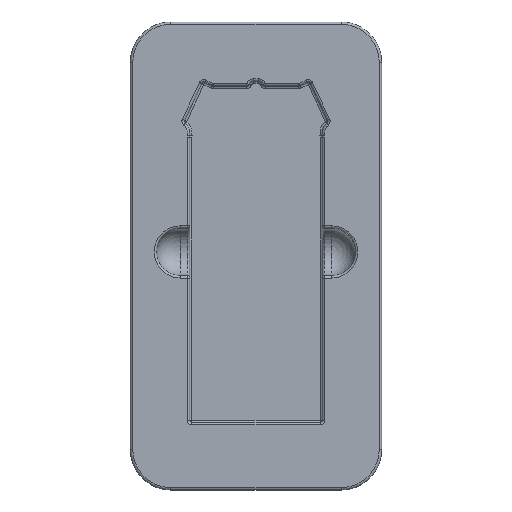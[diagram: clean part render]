
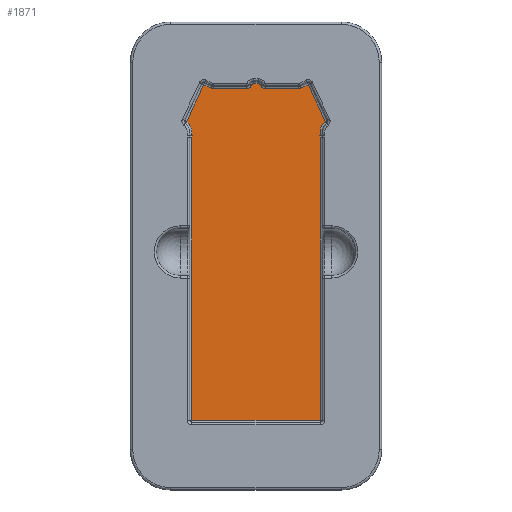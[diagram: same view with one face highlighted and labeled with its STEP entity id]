
A CAD part, top view. The second image highlights one B-rep face of the part: STEP entity #1871.
In plain terms, the highlighted planar face has unit normal (0, 0, 1).
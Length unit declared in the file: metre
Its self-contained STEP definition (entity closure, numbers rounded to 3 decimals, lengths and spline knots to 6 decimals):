
#78=B_SPLINE_CURVE_WITH_KNOTS('',3,(#3325,#3326,#3327,#3328,#3329,#3330),
 .UNSPECIFIED.,.F.,.F.,(4,1,1,4),(0.,0.001698,0.003396,
0.006792),.UNSPECIFIED.);
#79=B_SPLINE_CURVE_WITH_KNOTS('',3,(#3332,#3333,#3334,#3335),
 .UNSPECIFIED.,.F.,.F.,(4,4),(0.,0.000804),.UNSPECIFIED.);
#80=B_SPLINE_CURVE_WITH_KNOTS('',3,(#3343,#3344,#3345,#3346),
 .UNSPECIFIED.,.F.,.F.,(4,4),(0.,0.000804),.UNSPECIFIED.);
#81=B_SPLINE_CURVE_WITH_KNOTS('',3,(#3348,#3349,#3350,#3351,#3352,#3353),
 .UNSPECIFIED.,.F.,.F.,(4,1,1,4),(0.,0.003384,0.005077,
0.006769),.UNSPECIFIED.);
#98=PLANE('',#2053);
#143=CIRCLE('',#2054,0.002);
#144=CIRCLE('',#2055,0.001);
#145=CIRCLE('',#2056,0.001);
#146=CIRCLE('',#2057,0.002);
#147=CIRCLE('',#2058,0.002);
#148=CIRCLE('',#2059,0.002);
#423=ORIENTED_EDGE('',*,*,#977,.F.);
#424=ORIENTED_EDGE('',*,*,#978,.T.);
#425=ORIENTED_EDGE('',*,*,#979,.T.);
#426=ORIENTED_EDGE('',*,*,#980,.T.);
#427=ORIENTED_EDGE('',*,*,#981,.F.);
#428=ORIENTED_EDGE('',*,*,#982,.T.);
#429=ORIENTED_EDGE('',*,*,#983,.F.);
#430=ORIENTED_EDGE('',*,*,#984,.T.);
#431=ORIENTED_EDGE('',*,*,#985,.T.);
#432=ORIENTED_EDGE('',*,*,#986,.T.);
#433=ORIENTED_EDGE('',*,*,#987,.T.);
#434=ORIENTED_EDGE('',*,*,#988,.T.);
#435=ORIENTED_EDGE('',*,*,#989,.T.);
#436=ORIENTED_EDGE('',*,*,#990,.T.);
#437=ORIENTED_EDGE('',*,*,#991,.T.);
#438=ORIENTED_EDGE('',*,*,#992,.T.);
#439=ORIENTED_EDGE('',*,*,#993,.T.);
#440=ORIENTED_EDGE('',*,*,#994,.T.);
#441=ORIENTED_EDGE('',*,*,#995,.F.);
#442=ORIENTED_EDGE('',*,*,#996,.T.);
#977=EDGE_CURVE('',#1243,#1244,#143,.T.);
#978=EDGE_CURVE('',#1243,#1245,#144,.T.);
#979=EDGE_CURVE('',#1245,#1246,#1371,.F.);
#980=EDGE_CURVE('',#1246,#1247,#145,.T.);
#981=EDGE_CURVE('',#1248,#1247,#146,.T.);
#982=EDGE_CURVE('',#1248,#1249,#1372,.F.);
#983=EDGE_CURVE('',#1250,#1249,#147,.T.);
#984=EDGE_CURVE('',#1250,#1251,#1373,.F.);
#985=EDGE_CURVE('',#1251,#1252,#1374,.T.);
#986=EDGE_CURVE('',#1252,#1253,#78,.T.);
#987=EDGE_CURVE('',#1253,#1254,#79,.T.);
#988=EDGE_CURVE('',#1254,#1255,#1375,.F.);
#989=EDGE_CURVE('',#1255,#1256,#1376,.T.);
#990=EDGE_CURVE('',#1256,#1257,#1377,.T.);
#991=EDGE_CURVE('',#1257,#1258,#80,.T.);
#992=EDGE_CURVE('',#1258,#1259,#81,.T.);
#993=EDGE_CURVE('',#1259,#1260,#1378,.F.);
#994=EDGE_CURVE('',#1260,#1261,#1379,.T.);
#995=EDGE_CURVE('',#1262,#1261,#148,.T.);
#996=EDGE_CURVE('',#1262,#1244,#1380,.F.);
#1243=VERTEX_POINT('',#3307);
#1244=VERTEX_POINT('',#3308);
#1245=VERTEX_POINT('',#3310);
#1246=VERTEX_POINT('',#3312);
#1247=VERTEX_POINT('',#3314);
#1248=VERTEX_POINT('',#3316);
#1249=VERTEX_POINT('',#3318);
#1250=VERTEX_POINT('',#3320);
#1251=VERTEX_POINT('',#3322);
#1252=VERTEX_POINT('',#3324);
#1253=VERTEX_POINT('',#3331);
#1254=VERTEX_POINT('',#3336);
#1255=VERTEX_POINT('',#3338);
#1256=VERTEX_POINT('',#3340);
#1257=VERTEX_POINT('',#3342);
#1258=VERTEX_POINT('',#3347);
#1259=VERTEX_POINT('',#3354);
#1260=VERTEX_POINT('',#3356);
#1261=VERTEX_POINT('',#3358);
#1262=VERTEX_POINT('',#3360);
#1371=LINE('',#3311,#1489);
#1372=LINE('',#3317,#1490);
#1373=LINE('',#3321,#1491);
#1374=LINE('',#3323,#1492);
#1375=LINE('',#3337,#1493);
#1376=LINE('',#3339,#1494);
#1377=LINE('',#3341,#1495);
#1378=LINE('',#3355,#1496);
#1379=LINE('',#3357,#1497);
#1380=LINE('',#3361,#1498);
#1489=VECTOR('',#2494,1.);
#1490=VECTOR('',#2499,1.);
#1491=VECTOR('',#2502,1.);
#1492=VECTOR('',#2503,1.);
#1493=VECTOR('',#2504,1.);
#1494=VECTOR('',#2505,1.);
#1495=VECTOR('',#2506,1.);
#1496=VECTOR('',#2507,1.);
#1497=VECTOR('',#2508,1.);
#1498=VECTOR('',#2511,1.);
#1546=EDGE_LOOP('',(#423,#424,#425,#426,#427,#428,#429,#430,#431,#432,#433,
#434,#435,#436,#437,#438,#439,#440,#441,#442));
#1680=FACE_BOUND('',#1546,.T.);
#1871=ADVANCED_FACE('',(#1680),#98,.T.);
#2053=AXIS2_PLACEMENT_3D('',#3305,#2488,#2489);
#2054=AXIS2_PLACEMENT_3D('',#3306,#2490,#2491);
#2055=AXIS2_PLACEMENT_3D('',#3309,#2492,#2493);
#2056=AXIS2_PLACEMENT_3D('',#3313,#2495,#2496);
#2057=AXIS2_PLACEMENT_3D('',#3315,#2497,#2498);
#2058=AXIS2_PLACEMENT_3D('',#3319,#2500,#2501);
#2059=AXIS2_PLACEMENT_3D('',#3359,#2509,#2510);
#2488=DIRECTION('',(0.,0.,1.));
#2489=DIRECTION('',(1.,0.,0.));
#2490=DIRECTION('',(0.,0.,1.));
#2491=DIRECTION('',(1.,0.,0.));
#2492=DIRECTION('',(0.,0.,1.));
#2493=DIRECTION('',(1.,0.,0.));
#2494=DIRECTION('',(1.,0.,0.));
#2495=DIRECTION('',(0.,0.,1.));
#2496=DIRECTION('',(1.,0.,0.));
#2497=DIRECTION('',(0.,0.,1.));
#2498=DIRECTION('',(1.,0.,0.));
#2499=DIRECTION('',(1.,0.,0.));
#2500=DIRECTION('',(0.,0.,1.));
#2501=DIRECTION('',(1.,0.,0.));
#2502=DIRECTION('',(0.907,-0.421,0.));
#2503=DIRECTION('',(-0.421,-0.907,0.));
#2504=DIRECTION('',(0.,1.,0.));
#2505=DIRECTION('',(1.,0.,0.));
#2506=DIRECTION('',(0.,1.,0.));
#2507=DIRECTION('',(0.421,-0.907,0.));
#2508=DIRECTION('',(-0.907,-0.421,0.));
#2509=DIRECTION('',(0.,0.,1.));
#2510=DIRECTION('',(1.,0.,0.));
#2511=DIRECTION('',(1.,0.,0.));
#3305=CARTESIAN_POINT('',(0.028,0.070312,-0.0265));
#3306=CARTESIAN_POINT('',(0.031828,0.143,-0.0265));
#3307=CARTESIAN_POINT('',(0.029943,0.142333,-0.0265));
#3308=CARTESIAN_POINT('',(0.031828,0.141,-0.0265));
#3309=CARTESIAN_POINT('',(0.029,0.142,-0.0265));
#3310=CARTESIAN_POINT('',(0.029,0.143,-0.0265));
#3311=CARTESIAN_POINT('',(0.027,0.143,-0.0265));
#3312=CARTESIAN_POINT('',(0.027,0.143,-0.0265));
#3313=CARTESIAN_POINT('',(0.027,0.142,-0.0265));
#3314=CARTESIAN_POINT('',(0.026057,0.142333,-0.0265));
#3315=CARTESIAN_POINT('',(0.024172,0.143,-0.0265));
#3316=CARTESIAN_POINT('',(0.024172,0.141,-0.0265));
#3317=CARTESIAN_POINT('',(0.009808,0.141,-0.0265));
#3318=CARTESIAN_POINT('',(0.010029,0.141,-0.0265));
#3319=CARTESIAN_POINT('',(0.010029,0.143,-0.0265));
#3320=CARTESIAN_POINT('',(0.009187,0.141186,-0.0265));
#3321=CARTESIAN_POINT('',(0.005079,0.143093,-0.0265));
#3322=CARTESIAN_POINT('',(0.005986,0.142672,-0.0265));
#3323=CARTESIAN_POINT('',(-0.017746,0.091548,-0.0265));
#3324=CARTESIAN_POINT('',(-0.001246,0.127093,-0.0265));
#3325=CARTESIAN_POINT('',(-0.001246,0.127093,-0.0265));
#3326=CARTESIAN_POINT('',(-0.000807,0.126733,-0.0265));
#3327=CARTESIAN_POINT('',(-0.000026,0.125905,-0.0265));
#3328=CARTESIAN_POINT('',(0.000956,0.123847,-0.0265));
#3329=CARTESIAN_POINT('',(0.001009,0.122125,-0.0265));
#3330=CARTESIAN_POINT('',(0.001004,0.120996,-0.0265));
#3331=CARTESIAN_POINT('',(0.001004,0.120996,-0.0265));
#3332=CARTESIAN_POINT('',(0.001004,0.120996,-0.0265));
#3333=CARTESIAN_POINT('',(0.001003,0.120728,-0.0265));
#3334=CARTESIAN_POINT('',(0.001,0.12046,-0.0265));
#3335=CARTESIAN_POINT('',(0.001,0.120192,-0.0265));
#3336=CARTESIAN_POINT('',(0.001,0.120192,-0.0265));
#3337=CARTESIAN_POINT('',(0.001,0.001,-0.0265));
#3338=CARTESIAN_POINT('',(0.001,0.001,-0.0265));
#3339=CARTESIAN_POINT('',(0.028,0.001,-0.0265));
#3340=CARTESIAN_POINT('',(0.055,0.001,-0.0265));
#3341=CARTESIAN_POINT('',(0.055,0.070312,-0.0265));
#3342=CARTESIAN_POINT('',(0.055,0.120192,-0.0265));
#3343=CARTESIAN_POINT('',(0.055,0.120192,-0.0265));
#3344=CARTESIAN_POINT('',(0.055,0.12046,-0.0265));
#3345=CARTESIAN_POINT('',(0.054997,0.120728,-0.0265));
#3346=CARTESIAN_POINT('',(0.054996,0.120996,-0.0265));
#3347=CARTESIAN_POINT('',(0.054996,0.120996,-0.0265));
#3348=CARTESIAN_POINT('',(0.054996,0.120996,-0.0265));
#3349=CARTESIAN_POINT('',(0.054991,0.122125,-0.0265));
#3350=CARTESIAN_POINT('',(0.055044,0.123847,-0.0265));
#3351=CARTESIAN_POINT('',(0.056026,0.125905,-0.0265));
#3352=CARTESIAN_POINT('',(0.056807,0.126733,-0.0265));
#3353=CARTESIAN_POINT('',(0.057246,0.127093,-0.0265));
#3354=CARTESIAN_POINT('',(0.057246,0.127093,-0.0265));
#3355=CARTESIAN_POINT('',(0.049593,0.143579,-0.0265));
#3356=CARTESIAN_POINT('',(0.050014,0.142672,-0.0265));
#3357=CARTESIAN_POINT('',(0.004268,0.121436,-0.0265));
#3358=CARTESIAN_POINT('',(0.046813,0.141186,-0.0265));
#3359=CARTESIAN_POINT('',(0.045971,0.143,-0.0265));
#3360=CARTESIAN_POINT('',(0.045971,0.141,-0.0265));
#3361=CARTESIAN_POINT('',(0.031,0.141,-0.0265));
